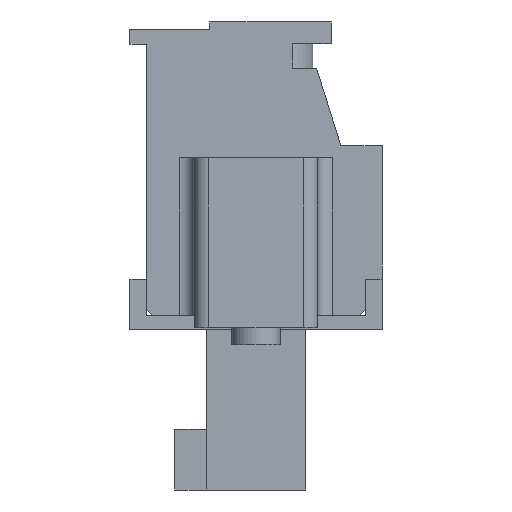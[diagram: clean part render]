
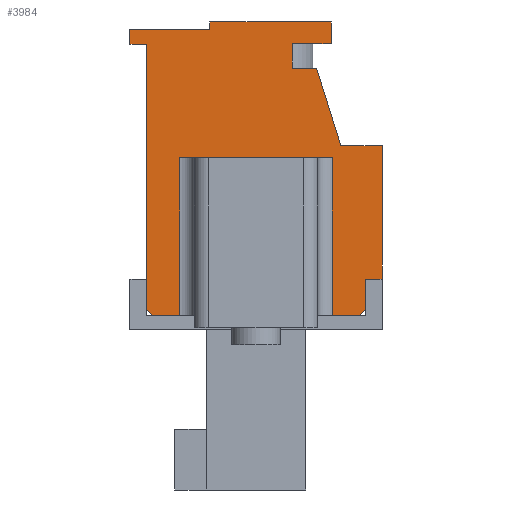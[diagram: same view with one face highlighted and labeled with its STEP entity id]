
A CAD part, left-side view. The second image highlights one B-rep face of the part: STEP entity #3984.
In plain terms, the highlighted planar face has unit normal (-1, 0, 0).
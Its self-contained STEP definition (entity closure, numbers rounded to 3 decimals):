
#3984 = ADVANCED_FACE( '', ( #8124 ), #8125, .T. );
#8124 = FACE_OUTER_BOUND( '', #12424, .T. );
#8125 = PLANE( '', #12425 );
#12424 = EDGE_LOOP( '', ( #23471, #23472, #23473, #23474, #23475, #23476, #23477, #23478, #23479, #23480, #23481, #23482, #23483, #23484, #23485, #23486, #23487, #23488, #23489, #23490, #23491, #23492 ) );
#12425 = AXIS2_PLACEMENT_3D( '', #23493, #23494, #23495 );
#23471 = ORIENTED_EDGE( '', *, *, #30001, .T. );
#23472 = ORIENTED_EDGE( '', *, *, #27710, .T. );
#23473 = ORIENTED_EDGE( '', *, *, #30570, .T. );
#23474 = ORIENTED_EDGE( '', *, *, #27432, .T. );
#23475 = ORIENTED_EDGE( '', *, *, #26978, .F. );
#23476 = ORIENTED_EDGE( '', *, *, #28248, .T. );
#23477 = ORIENTED_EDGE( '', *, *, #30574, .T. );
#23478 = ORIENTED_EDGE( '', *, *, #30725, .T. );
#23479 = ORIENTED_EDGE( '', *, *, #27549, .T. );
#23480 = ORIENTED_EDGE( '', *, *, #30650, .T. );
#23481 = ORIENTED_EDGE( '', *, *, #30726, .T. );
#23482 = ORIENTED_EDGE( '', *, *, #29499, .T. );
#23483 = ORIENTED_EDGE( '', *, *, #26905, .T. );
#23484 = ORIENTED_EDGE( '', *, *, #30727, .T. );
#23485 = ORIENTED_EDGE( '', *, *, #28987, .T. );
#23486 = ORIENTED_EDGE( '', *, *, #30145, .T. );
#23487 = ORIENTED_EDGE( '', *, *, #29915, .T. );
#23488 = ORIENTED_EDGE( '', *, *, #28493, .T. );
#23489 = ORIENTED_EDGE( '', *, *, #28516, .T. );
#23490 = ORIENTED_EDGE( '', *, *, #29652, .T. );
#23491 = ORIENTED_EDGE( '', *, *, #30728, .T. );
#23492 = ORIENTED_EDGE( '', *, *, #29219, .T. );
#23493 = CARTESIAN_POINT( '', ( -21., 0., 0. ) );
#23494 = DIRECTION( '', ( -1., 0., 0. ) );
#23495 = DIRECTION( '', ( 0., 0., 1. ) );
#26905 = EDGE_CURVE( '', #32600, #32601, #32602, .T. );
#26978 = EDGE_CURVE( '', #32726, #32728, #32729, .T. );
#27432 = EDGE_CURVE( '', #33484, #32728, #33487, .F. );
#27549 = EDGE_CURVE( '', #33675, #33676, #33677, .T. );
#27710 = EDGE_CURVE( '', #33950, #33948, #33951, .F. );
#28248 = EDGE_CURVE( '', #32726, #34813, #34815, .F. );
#28493 = EDGE_CURVE( '', #35183, #35184, #35185, .T. );
#28516 = EDGE_CURVE( '', #35184, #35224, #35225, .T. );
#28987 = EDGE_CURVE( '', #35907, #35911, #35913, .T. );
#29219 = EDGE_CURVE( '', #36234, #36235, #36236, .T. );
#29499 = EDGE_CURVE( '', #36637, #32600, #36638, .T. );
#29652 = EDGE_CURVE( '', #35224, #36846, #36847, .T. );
#29915 = EDGE_CURVE( '', #37177, #35183, #37178, .T. );
#30001 = EDGE_CURVE( '', #36235, #33950, #37287, .T. );
#30145 = EDGE_CURVE( '', #35911, #37177, #37472, .T. );
#30570 = EDGE_CURVE( '', #33948, #33484, #37978, .T. );
#30574 = EDGE_CURVE( '', #34813, #37982, #37984, .T. );
#30650 = EDGE_CURVE( '', #33676, #38066, #38068, .T. );
#30725 = EDGE_CURVE( '', #37982, #33675, #38146, .F. );
#30726 = EDGE_CURVE( '', #38066, #36637, #38147, .T. );
#30727 = EDGE_CURVE( '', #32601, #35907, #38148, .T. );
#30728 = EDGE_CURVE( '', #36846, #36234, #38149, .T. );
#32600 = VERTEX_POINT( '', #40690 );
#32601 = VERTEX_POINT( '', #40691 );
#32602 = LINE( '', #40692, #40693 );
#32726 = VERTEX_POINT( '', #40882 );
#32728 = VERTEX_POINT( '', #40884 );
#32729 = LINE( '', #40885, #40886 );
#33484 = VERTEX_POINT( '', #42007 );
#33487 = LINE( '', #42011, #42012 );
#33675 = VERTEX_POINT( '', #42287 );
#33676 = VERTEX_POINT( '', #42288 );
#33677 = LINE( '', #42289, #42290 );
#33948 = VERTEX_POINT( '', #42694 );
#33950 = VERTEX_POINT( '', #42697 );
#33951 = LINE( '', #42698, #42699 );
#34813 = VERTEX_POINT( '', #43958 );
#34815 = LINE( '', #43960, #43961 );
#35183 = VERTEX_POINT( '', #44514 );
#35184 = VERTEX_POINT( '', #44515 );
#35185 = LINE( '', #44516, #44517 );
#35224 = VERTEX_POINT( '', #44568 );
#35225 = LINE( '', #44569, #44570 );
#35907 = VERTEX_POINT( '', #45587 );
#35911 = VERTEX_POINT( '', #45593 );
#35913 = LINE( '', #45596, #45597 );
#36234 = VERTEX_POINT( '', #46110 );
#36235 = VERTEX_POINT( '', #46111 );
#36236 = LINE( '', #46112, #46113 );
#36637 = VERTEX_POINT( '', #46745 );
#36638 = LINE( '', #46746, #46747 );
#36846 = VERTEX_POINT( '', #47076 );
#36847 = LINE( '', #47077, #47078 );
#37177 = VERTEX_POINT( '', #47565 );
#37178 = LINE( '', #47566, #47567 );
#37287 = LINE( '', #47729, #47730 );
#37472 = LINE( '', #48024, #48025 );
#37978 = LINE( '', #48783, #48784 );
#37982 = VERTEX_POINT( '', #48790 );
#37984 = LINE( '', #48793, #48794 );
#38066 = VERTEX_POINT( '', #48920 );
#38068 = LINE( '', #48923, #48924 );
#38146 = LINE( '', #49034, #49035 );
#38147 = LINE( '', #49036, #49037 );
#38148 = LINE( '', #49038, #49039 );
#38149 = LINE( '', #49040, #49041 );
#40690 = CARTESIAN_POINT( '', ( -21., -3.5, 1.66 ) );
#40691 = CARTESIAN_POINT( '', ( -21., -2.5, 4.86 ) );
#40692 = CARTESIAN_POINT( '', ( -21., -3.5, 1.66 ) );
#40693 = VECTOR( '', #50416, 1000. );
#40882 = CARTESIAN_POINT( '', ( -21., -3.15, 1.16 ) );
#40884 = CARTESIAN_POINT( '', ( -21., 3.15, 1.16 ) );
#40885 = CARTESIAN_POINT( '', ( -21., -2.55, 1.16 ) );
#40886 = VECTOR( '', #50479, 1000. );
#42007 = CARTESIAN_POINT( '', ( -21., 3.15, -5.34 ) );
#42011 = CARTESIAN_POINT( '', ( -21., 3.15, 0. ) );
#42012 = VECTOR( '', #50937, 1000. );
#42287 = CARTESIAN_POINT( '', ( -21., -4.5, -5.09 ) );
#42288 = CARTESIAN_POINT( '', ( -21., -4.5, -3.84 ) );
#42289 = CARTESIAN_POINT( '', ( -21., -4.5, -5.84 ) );
#42290 = VECTOR( '', #51047, 1000. );
#42694 = CARTESIAN_POINT( '', ( -21., 4.25, -5.34 ) );
#42697 = CARTESIAN_POINT( '', ( -21., 4.5, -5.09 ) );
#42698 = CARTESIAN_POINT( '', ( -21., 4.795, -4.795 ) );
#42699 = VECTOR( '', #51203, 1000. );
#43958 = CARTESIAN_POINT( '', ( -21., -3.15, -5.34 ) );
#43960 = CARTESIAN_POINT( '', ( -21., -3.15, 0. ) );
#43961 = VECTOR( '', #51700, 1000. );
#44514 = CARTESIAN_POINT( '', ( -21., -3.1, 6.76 ) );
#44515 = CARTESIAN_POINT( '', ( -21., 1.9, 6.76 ) );
#44516 = CARTESIAN_POINT( '', ( -21., -3.1, 6.76 ) );
#44517 = VECTOR( '', #51914, 1000. );
#44568 = CARTESIAN_POINT( '', ( -21., 1.9, 6.46 ) );
#44569 = CARTESIAN_POINT( '', ( -21., 1.9, 6.76 ) );
#44570 = VECTOR( '', #51951, 1000. );
#45587 = CARTESIAN_POINT( '', ( -21., -1.5, 4.86 ) );
#45593 = CARTESIAN_POINT( '', ( -21., -1.5, 5.86 ) );
#45596 = CARTESIAN_POINT( '', ( -21., -1.5, 4.86 ) );
#45597 = VECTOR( '', #52356, 1000. );
#46110 = CARTESIAN_POINT( '', ( -21., 5.2, 5.84 ) );
#46111 = CARTESIAN_POINT( '', ( -21., 4.5, 5.84 ) );
#46112 = CARTESIAN_POINT( '', ( -21., 5.2, 5.84 ) );
#46113 = VECTOR( '', #52562, 1000. );
#46745 = CARTESIAN_POINT( '', ( -21., -5.2, 1.66 ) );
#46746 = CARTESIAN_POINT( '', ( -21., -5.2, 1.66 ) );
#46747 = VECTOR( '', #52789, 1000. );
#47076 = CARTESIAN_POINT( '', ( -21., 5.2, 6.46 ) );
#47077 = CARTESIAN_POINT( '', ( -21., 1.9, 6.46 ) );
#47078 = VECTOR( '', #52900, 1000. );
#47565 = CARTESIAN_POINT( '', ( -21., -3.1, 5.86 ) );
#47566 = CARTESIAN_POINT( '', ( -21., -3.1, 5.86 ) );
#47567 = VECTOR( '', #53125, 1000. );
#47729 = CARTESIAN_POINT( '', ( -21., 4.5, 5.84 ) );
#47730 = VECTOR( '', #53211, 1000. );
#48024 = CARTESIAN_POINT( '', ( -21., -1.5, 5.86 ) );
#48025 = VECTOR( '', #53337, 1000. );
#48783 = CARTESIAN_POINT( '', ( -21., 0., -5.34 ) );
#48784 = VECTOR( '', #53640, 1000. );
#48790 = CARTESIAN_POINT( '', ( -21., -4.25, -5.34 ) );
#48793 = CARTESIAN_POINT( '', ( -21., 0., -5.34 ) );
#48794 = VECTOR( '', #53644, 1000. );
#48920 = CARTESIAN_POINT( '', ( -21., -5.2, -3.84 ) );
#48923 = CARTESIAN_POINT( '', ( -21., -4.5, -3.84 ) );
#48924 = VECTOR( '', #53692, 1000. );
#49034 = CARTESIAN_POINT( '', ( -21., -4.795, -4.795 ) );
#49035 = VECTOR( '', #53734, 1000. );
#49036 = CARTESIAN_POINT( '', ( -21., -5.2, -3.84 ) );
#49037 = VECTOR( '', #53735, 1000. );
#49038 = CARTESIAN_POINT( '', ( -21., -1.5, 4.86 ) );
#49039 = VECTOR( '', #53736, 1000. );
#49040 = CARTESIAN_POINT( '', ( -21., 5.2, 6.46 ) );
#49041 = VECTOR( '', #53737, 1000. );
#50416 = DIRECTION( '', ( 0., 0.298, 0.954 ) );
#50479 = DIRECTION( '', ( 0., 1., 0. ) );
#50937 = DIRECTION( '', ( 0., 0., -1. ) );
#51047 = DIRECTION( '', ( 0., 0., 1. ) );
#51203 = DIRECTION( '', ( 0., 0.707, 0.707 ) );
#51700 = DIRECTION( '', ( 0., 0., 1. ) );
#51914 = DIRECTION( '', ( 0., 1., 0. ) );
#51951 = DIRECTION( '', ( 0., 0., -1. ) );
#52356 = DIRECTION( '', ( 0., 0., 1. ) );
#52562 = DIRECTION( '', ( 0., -1., 0. ) );
#52789 = DIRECTION( '', ( 0., 1., 0. ) );
#52900 = DIRECTION( '', ( 0., 1., 0. ) );
#53125 = DIRECTION( '', ( 0., 0., 1. ) );
#53211 = DIRECTION( '', ( 0., 0., -1. ) );
#53337 = DIRECTION( '', ( 0., -1., 0. ) );
#53640 = DIRECTION( '', ( 0., -1., 0. ) );
#53644 = DIRECTION( '', ( 0., -1., 0. ) );
#53692 = DIRECTION( '', ( 0., -1., 0. ) );
#53734 = DIRECTION( '', ( 0., 0.707, -0.707 ) );
#53735 = DIRECTION( '', ( 0., 0., 1. ) );
#53736 = DIRECTION( '', ( 0., 1., 0. ) );
#53737 = DIRECTION( '', ( 0., 0., -1. ) );
